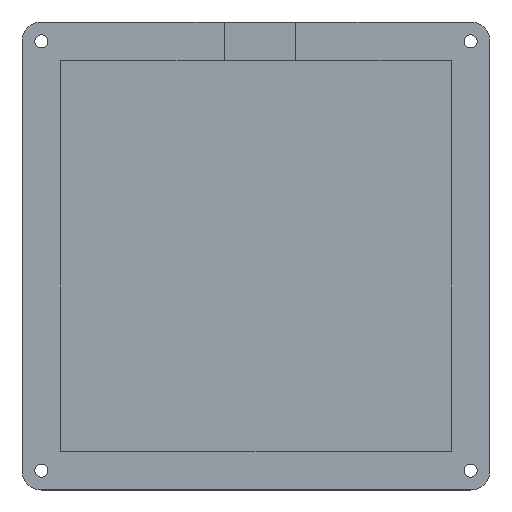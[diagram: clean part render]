
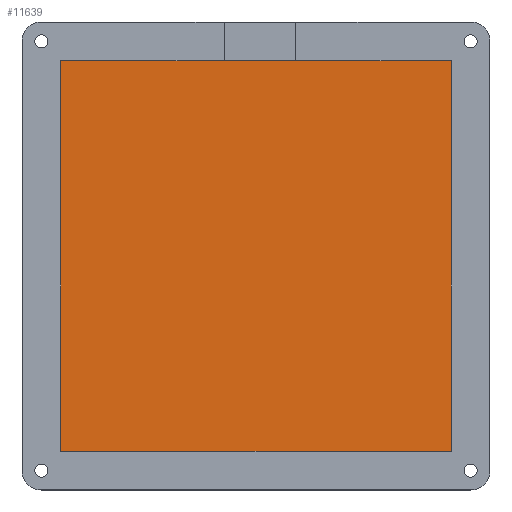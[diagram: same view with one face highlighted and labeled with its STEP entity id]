
A CAD part, top view. The second image highlights one B-rep face of the part: STEP entity #11639.
In plain terms, the highlighted planar face has unit normal (0, 0, 1).
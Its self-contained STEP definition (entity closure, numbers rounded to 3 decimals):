
#324=PLANE('',#11906);
#943=FACE_OUTER_BOUND('',#1621,.T.);
#1621=EDGE_LOOP('',(#10569,#10570,#10571,#10572));
#2556=LINE('',#23502,#3484);
#2558=LINE('',#23506,#3486);
#2559=LINE('',#23508,#3487);
#2560=LINE('',#23509,#3488);
#3484=VECTOR('',#13318,10.);
#3486=VECTOR('',#13322,10.);
#3487=VECTOR('',#13323,10.);
#3488=VECTOR('',#13324,10.);
#5425=VERTEX_POINT('',#23499);
#5426=VERTEX_POINT('',#23501);
#5427=VERTEX_POINT('',#23505);
#5428=VERTEX_POINT('',#23507);
#7148=EDGE_CURVE('',#5425,#5426,#2556,.T.);
#7150=EDGE_CURVE('',#5427,#5425,#2558,.T.);
#7151=EDGE_CURVE('',#5428,#5427,#2559,.T.);
#7152=EDGE_CURVE('',#5426,#5428,#2560,.T.);
#10569=ORIENTED_EDGE('',*,*,#7150,.F.);
#10570=ORIENTED_EDGE('',*,*,#7151,.F.);
#10571=ORIENTED_EDGE('',*,*,#7152,.F.);
#10572=ORIENTED_EDGE('',*,*,#7148,.F.);
#11639=ADVANCED_FACE('',(#943),#324,.T.);
#11906=AXIS2_PLACEMENT_3D('',#23504,#13320,#13321);
#13318=DIRECTION('',(1.,0.,0.));
#13320=DIRECTION('center_axis',(0.,0.,1.));
#13321=DIRECTION('ref_axis',(1.,0.,0.));
#13322=DIRECTION('',(0.,1.,0.));
#13323=DIRECTION('',(-1.,0.,0.));
#13324=DIRECTION('',(0.,-1.,0.));
#23499=CARTESIAN_POINT('',(5.,106.,3.));
#23501=CARTESIAN_POINT('',(106.,106.,3.));
#23502=CARTESIAN_POINT('',(30.25,106.,3.));
#23504=CARTESIAN_POINT('Origin',(55.5,55.5,3.));
#23505=CARTESIAN_POINT('',(5.,5.,3.));
#23506=CARTESIAN_POINT('',(5.,30.25,3.));
#23507=CARTESIAN_POINT('',(106.,5.,3.));
#23508=CARTESIAN_POINT('',(80.75,5.,3.));
#23509=CARTESIAN_POINT('',(106.,80.75,3.));
